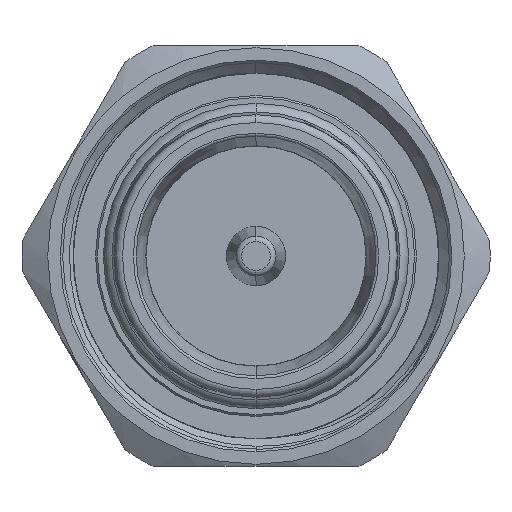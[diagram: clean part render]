
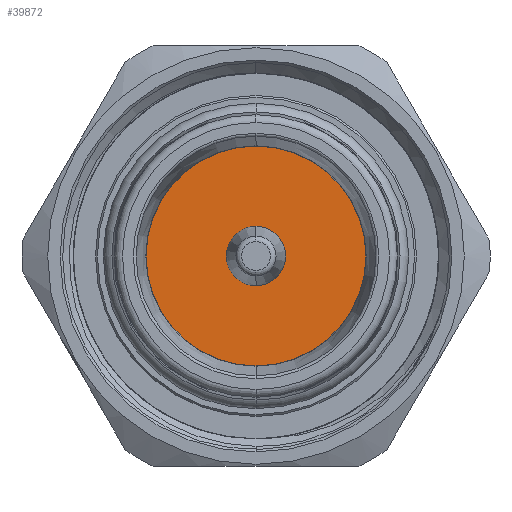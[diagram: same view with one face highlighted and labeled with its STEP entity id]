
A CAD part, left-side view. The second image highlights one B-rep face of the part: STEP entity #39872.
In plain terms, the highlighted planar face has unit normal (-1, 0, 0).
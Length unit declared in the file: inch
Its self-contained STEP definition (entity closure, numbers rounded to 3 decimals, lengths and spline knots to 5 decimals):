
#853 = ORIENTED_EDGE ( 'NONE', *, *, #18137, .F. ) ;
#1122 = VERTEX_POINT ( 'NONE', #2262 ) ;
#2262 = CARTESIAN_POINT ( 'NONE',  ( 0.19087, 0., 0.22639 ) ) ;
#3296 = DIRECTION ( 'NONE',  ( 0., 0., 1. ) ) ;
#4901 = EDGE_CURVE ( 'NONE', #1122, #19689, #49425, .T. ) ;
#5897 = AXIS2_PLACEMENT_3D ( 'NONE', #43147, #8091, #3296 ) ;
#7681 = AXIS2_PLACEMENT_3D ( 'NONE', #47168, #22883, #18367 ) ;
#8091 = DIRECTION ( 'NONE',  ( -1., 0., 0. ) ) ;
#9005 = FACE_OUTER_BOUND ( 'NONE', #46636, .T. ) ;
#9115 = DIRECTION ( 'NONE',  ( -1., 0., 0. ) ) ;
#12914 = CARTESIAN_POINT ( 'NONE',  ( 0.19087, 0., 0. ) ) ;
#16733 = CIRCLE ( 'NONE', #45270, 0.06103 ) ;
#18137 = EDGE_CURVE ( 'NONE', #50405, #58194, #42632, .T. ) ;
#18367 = DIRECTION ( 'NONE',  ( 0., 0., 1. ) ) ;
#18997 = ORIENTED_EDGE ( 'NONE', *, *, #4901, .T. ) ;
#19689 = VERTEX_POINT ( 'NONE', #51134 ) ;
#22883 = DIRECTION ( 'NONE',  ( -1., 0., 0. ) ) ;
#24279 = AXIS2_PLACEMENT_3D ( 'NONE', #57624, #9115, #52553 ) ;
#25985 = EDGE_CURVE ( 'NONE', #58194, #50405, #16733, .T. ) ;
#30979 = CIRCLE ( 'NONE', #41198, 0.22639 ) ;
#31460 = FACE_BOUND ( 'NONE', #41142, .T. ) ;
#32638 = PLANE ( 'NONE',  #5897 ) ;
#36533 = CARTESIAN_POINT ( 'NONE',  ( 0.19087, 0., 0. ) ) ;
#38575 = CARTESIAN_POINT ( 'NONE',  ( 0.19087, 0., 0.06103 ) ) ;
#39872 = ADVANCED_FACE ( 'NONE', ( #31460, #9005 ), #32638, .T. ) ;
#41142 = EDGE_LOOP ( 'NONE', ( #59937, #853 ) ) ;
#41198 = AXIS2_PLACEMENT_3D ( 'NONE', #36533, #59811, #45762 ) ;
#41653 = DIRECTION ( 'NONE',  ( -1., 0., 0. ) ) ;
#42632 = CIRCLE ( 'NONE', #24279, 0.06103 ) ;
#43147 = CARTESIAN_POINT ( 'NONE',  ( 0.19087, 0., 0. ) ) ;
#45270 = AXIS2_PLACEMENT_3D ( 'NONE', #12914, #41653, #46122 ) ;
#45762 = DIRECTION ( 'NONE',  ( 0., 0., 1. ) ) ;
#46122 = DIRECTION ( 'NONE',  ( 0., 0., 1. ) ) ;
#46636 = EDGE_LOOP ( 'NONE', ( #18997, #58331 ) ) ;
#47168 = CARTESIAN_POINT ( 'NONE',  ( 0.19087, 0., 0. ) ) ;
#49425 = CIRCLE ( 'NONE', #7681, 0.22639 ) ;
#50405 = VERTEX_POINT ( 'NONE', #57194 ) ;
#51134 = CARTESIAN_POINT ( 'NONE',  ( 0.19087, 0., -0.22639 ) ) ;
#52553 = DIRECTION ( 'NONE',  ( 0., 0., 1. ) ) ;
#54801 = EDGE_CURVE ( 'NONE', #19689, #1122, #30979, .T. ) ;
#57194 = CARTESIAN_POINT ( 'NONE',  ( 0.19087, 0., -0.06103 ) ) ;
#57624 = CARTESIAN_POINT ( 'NONE',  ( 0.19087, 0., 0. ) ) ;
#58194 = VERTEX_POINT ( 'NONE', #38575 ) ;
#58331 = ORIENTED_EDGE ( 'NONE', *, *, #54801, .T. ) ;
#59811 = DIRECTION ( 'NONE',  ( -1., 0., 0. ) ) ;
#59937 = ORIENTED_EDGE ( 'NONE', *, *, #25985, .F. ) ;
